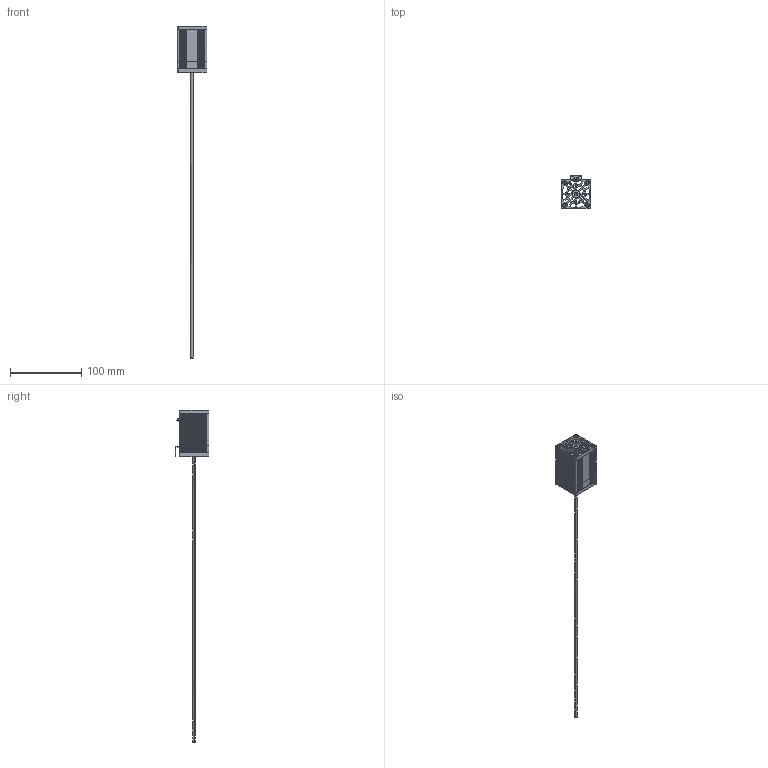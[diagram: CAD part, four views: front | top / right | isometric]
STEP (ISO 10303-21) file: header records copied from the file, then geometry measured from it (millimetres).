
FILE_DESCRIPTION(/* description */ (''),/* implementation_level */ '2;1');
FILE_NAME(/* name */ 'MHT30',/* time_stamp */ '2014-05-30T16:34:59+02:00',/* author */ (''),/* organization */ (''),/* preprocessor_version */ 'ST-DEVELOPER v10',/* originating_system */ '',/* authorisation */ '');
FILE_SCHEMA (('CONFIG_CONTROL_DESIGN'));
Length unit declared in the file: millimetre
Products named in the file (1): 1
Bounding box: 41 x 46.83 x 465.2 mm (x, y, z)
Volume: 52038.7 mm3; surface area: 57575.3 mm2
Topology: 14 solids, 14 shells, 867 faces, 2183 edges, 1352 vertices
Faces by surface type: bspline 798, plane 69
Entity records: 27889 total; most frequent: CARTESIAN_POINT 15273, ORIENTED_EDGE 4366, EDGE_CURVE 2183, B_SPLINE_CURVE_WITH_KNOTS 1425, VERTEX_POINT 1352, EDGE_LOOP 925, ADVANCED_FACE 867, FACE_OUTER_BOUND 867
